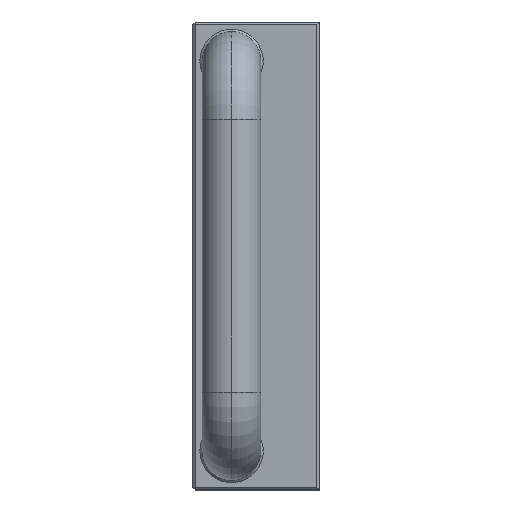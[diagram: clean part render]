
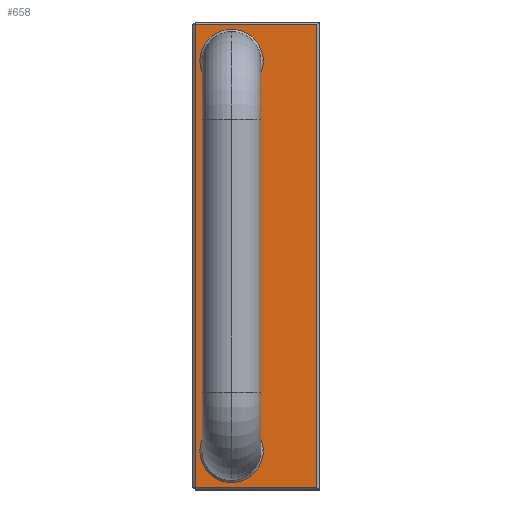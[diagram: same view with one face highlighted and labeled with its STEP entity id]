
A CAD part, top view. The second image highlights one B-rep face of the part: STEP entity #658.
In plain terms, the highlighted planar face has unit normal (0, 0, 1).
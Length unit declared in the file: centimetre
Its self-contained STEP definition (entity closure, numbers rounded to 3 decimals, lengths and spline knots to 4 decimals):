
#27 = CIRCLE ( 'NONE', #73, 1.0325 ) ;
#41 = EDGE_LOOP ( 'NONE', ( #896, #873 ) ) ;
#55 = VECTOR ( 'NONE', #1013, 100. ) ;
#58 = CARTESIAN_POINT ( 'NONE',  ( 1.905, 15.16, 0.5867 ) ) ;
#60 = VECTOR ( 'NONE', #267, 100. ) ;
#69 = CIRCLE ( 'NONE', #621, 1.0325 ) ;
#73 = AXIS2_PLACEMENT_3D ( 'NONE', #733, #984, #479 ) ;
#74 = LINE ( 'NONE', #58, #55 ) ;
#94 = CARTESIAN_POINT ( 'NONE',  ( -2.145, 0.08, 0.5867 ) ) ;
#102 = VERTEX_POINT ( 'NONE', #247 ) ;
#124 = CARTESIAN_POINT ( 'NONE',  ( -0.955, 13.97, 0.5867 ) ) ;
#142 = CARTESIAN_POINT ( 'NONE',  ( -1.9875, 13.97, 0.5867 ) ) ;
#143 = ORIENTED_EDGE ( 'NONE', *, *, #216, .F. ) ;
#144 = ORIENTED_EDGE ( 'NONE', *, *, #275, .F. ) ;
#185 = DIRECTION ( 'NONE',  ( 0., 0., 1. ) ) ;
#189 = CARTESIAN_POINT ( 'NONE',  ( -0.955, 1.27, 0.5867 ) ) ;
#213 = ORIENTED_EDGE ( 'NONE', *, *, #885, .F. ) ;
#216 = EDGE_CURVE ( 'NONE', #102, #218, #732, .T. ) ;
#218 = VERTEX_POINT ( 'NONE', #94 ) ;
#227 = CARTESIAN_POINT ( 'NONE',  ( -1.9875, 1.27, 0.5867 ) ) ;
#232 = LINE ( 'NONE', #406, #954 ) ;
#245 = EDGE_CURVE ( 'NONE', #354, #322, #316, .T. ) ;
#247 = CARTESIAN_POINT ( 'NONE',  ( 1.825, 0.08, 0.5867 ) ) ;
#267 = DIRECTION ( 'NONE',  ( 0., 1., 0. ) ) ;
#275 = EDGE_CURVE ( 'NONE', #218, #348, #556, .T. ) ;
#284 = DIRECTION ( 'NONE',  ( 0., 0., 1. ) ) ;
#285 = CARTESIAN_POINT ( 'NONE',  ( 0.0775, 13.97, 0.5867 ) ) ;
#289 = CARTESIAN_POINT ( 'NONE',  ( 1.905, 15.24, 0.5867 ) ) ;
#300 = ORIENTED_EDGE ( 'NONE', *, *, #245, .F. ) ;
#316 = CIRCLE ( 'NONE', #1097, 1.0325 ) ;
#322 = VERTEX_POINT ( 'NONE', #227 ) ;
#348 = VERTEX_POINT ( 'NONE', #743 ) ;
#354 = VERTEX_POINT ( 'NONE', #914 ) ;
#391 = CIRCLE ( 'NONE', #588, 1.0325 ) ;
#406 = CARTESIAN_POINT ( 'NONE',  ( 1.825, 15.24, 0.5867 ) ) ;
#425 = DIRECTION ( 'NONE',  ( 1., 0., 0. ) ) ;
#430 = ORIENTED_EDGE ( 'NONE', *, *, #1087, .F. ) ;
#435 = CARTESIAN_POINT ( 'NONE',  ( -0.955, 1.27, 0.5867 ) ) ;
#460 = DIRECTION ( 'NONE',  ( 0., 0., -1. ) ) ;
#478 = DIRECTION ( 'NONE',  ( 0., 0., 1. ) ) ;
#479 = DIRECTION ( 'NONE',  ( 1., 0., 0. ) ) ;
#502 = EDGE_CURVE ( 'NONE', #879, #726, #391, .T. ) ;
#556 = LINE ( 'NONE', #905, #60 ) ;
#558 = PLANE ( 'NONE',  #754 ) ;
#588 = AXIS2_PLACEMENT_3D ( 'NONE', #124, #478, #826 ) ;
#621 = AXIS2_PLACEMENT_3D ( 'NONE', #435, #185, #425 ) ;
#644 = FACE_BOUND ( 'NONE', #808, .T. ) ;
#653 = VECTOR ( 'NONE', #1072, 100. ) ;
#658 = ADVANCED_FACE ( 'NONE', ( #811, #644, #832 ), #558, .F. ) ;
#690 = EDGE_CURVE ( 'NONE', #726, #879, #27, .T. ) ;
#726 = VERTEX_POINT ( 'NONE', #285 ) ;
#727 = CARTESIAN_POINT ( 'NONE',  ( 1.905, 0.08, 0.5867 ) ) ;
#732 = LINE ( 'NONE', #727, #653 ) ;
#733 = CARTESIAN_POINT ( 'NONE',  ( -0.955, 13.97, 0.5867 ) ) ;
#743 = CARTESIAN_POINT ( 'NONE',  ( -2.145, 15.16, 0.5867 ) ) ;
#754 = AXIS2_PLACEMENT_3D ( 'NONE', #289, #460, #819 ) ;
#808 = EDGE_LOOP ( 'NONE', ( #300, #430 ) ) ;
#811 = FACE_OUTER_BOUND ( 'NONE', #813, .T. ) ;
#813 = EDGE_LOOP ( 'NONE', ( #1074, #213, #144, #143 ) ) ;
#818 = DIRECTION ( 'NONE',  ( 1., 0., 0. ) ) ;
#819 = DIRECTION ( 'NONE',  ( 1., 0., 0. ) ) ;
#826 = DIRECTION ( 'NONE',  ( 1., 0., 0. ) ) ;
#827 = EDGE_CURVE ( 'NONE', #1059, #102, #232, .T. ) ;
#832 = FACE_BOUND ( 'NONE', #41, .T. ) ;
#837 = DIRECTION ( 'NONE',  ( 0., -1., 0. ) ) ;
#873 = ORIENTED_EDGE ( 'NONE', *, *, #502, .F. ) ;
#878 = CARTESIAN_POINT ( 'NONE',  ( 1.825, 15.16, 0.5867 ) ) ;
#879 = VERTEX_POINT ( 'NONE', #142 ) ;
#885 = EDGE_CURVE ( 'NONE', #348, #1059, #74, .T. ) ;
#896 = ORIENTED_EDGE ( 'NONE', *, *, #690, .F. ) ;
#905 = CARTESIAN_POINT ( 'NONE',  ( -2.145, 15.24, 0.5867 ) ) ;
#914 = CARTESIAN_POINT ( 'NONE',  ( 0.0775, 1.27, 0.5867 ) ) ;
#954 = VECTOR ( 'NONE', #837, 100. ) ;
#984 = DIRECTION ( 'NONE',  ( 0., 0., 1. ) ) ;
#1013 = DIRECTION ( 'NONE',  ( 1., 0., 0. ) ) ;
#1059 = VERTEX_POINT ( 'NONE', #878 ) ;
#1072 = DIRECTION ( 'NONE',  ( -1., 0., 0. ) ) ;
#1074 = ORIENTED_EDGE ( 'NONE', *, *, #827, .F. ) ;
#1087 = EDGE_CURVE ( 'NONE', #322, #354, #69, .T. ) ;
#1097 = AXIS2_PLACEMENT_3D ( 'NONE', #189, #284, #818 ) ;
